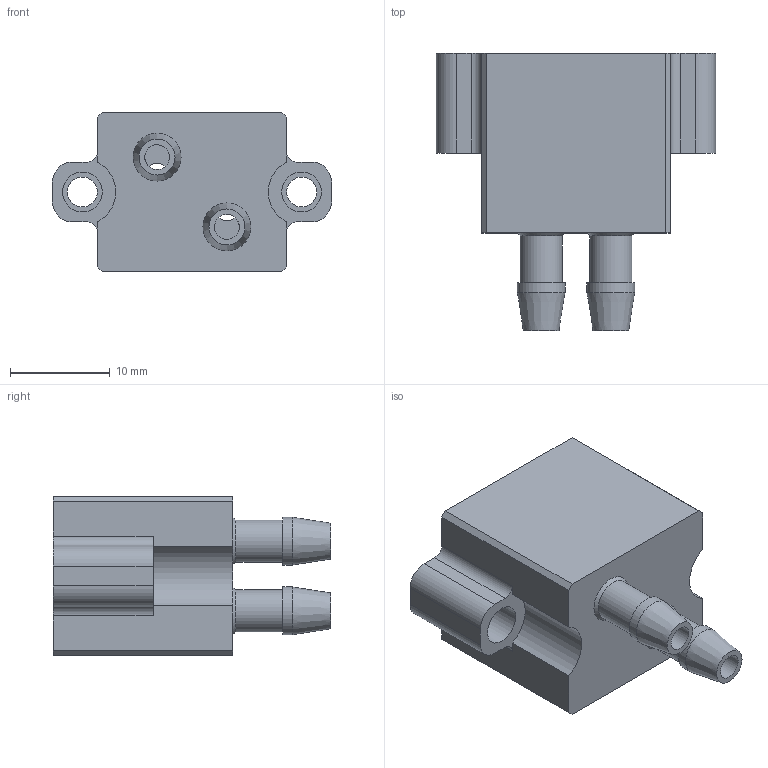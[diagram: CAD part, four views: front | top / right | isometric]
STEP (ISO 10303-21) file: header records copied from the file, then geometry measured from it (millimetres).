
FILE_DESCRIPTION(/* description */ ('Unknown'),/* implementation_level */ '2;1');
FILE_NAME(/* name */ '25132545xxx01_EVALBOARD_ADAPTER_ALL',/* time_stamp */ '2022-02-28T14:55:16+01:00',/* author */ ('Unknown'),/* organization */ ('Unknown'),/* preprocessor_version */ 'ST-DEVELOPER v16.7',/* originating_system */ 'Solid Edge',/* authorisation */ 'Unknown');
FILE_SCHEMA (('AUTOMOTIVE_DESIGN {1 0 10303 214 3 1 1}'));
Length unit declared in the file: millimetre
Products named in the file (1): 25132545xxx01_EVALBOARD_ADAPTER_ALL
Bounding box: 28 x 27.8 x 16 mm (x, y, z)
Volume: 4896.5 mm3; surface area: 3254.4 mm2
Topology: 1 solids, 1 shells, 73 faces, 186 edges, 124 vertices
Faces by surface type: plane 41, cylinder 28, cone 4
Full cylindrical faces by diameter (mm): 2.5 x2, 2.75 x2, 3 x2, 4 x2, 4.2 x2, 4.8 x2, 5.3 x2
Entity records: 2076 total; most frequent: DIRECTION 372, CARTESIAN_POINT 342, ORIENTED_EDGE 312, EDGE_CURVE 156, AXIS2_PLACEMENT_3D 142, VERTEX_POINT 112, EDGE_LOOP 108, FACE_BOUND 108
